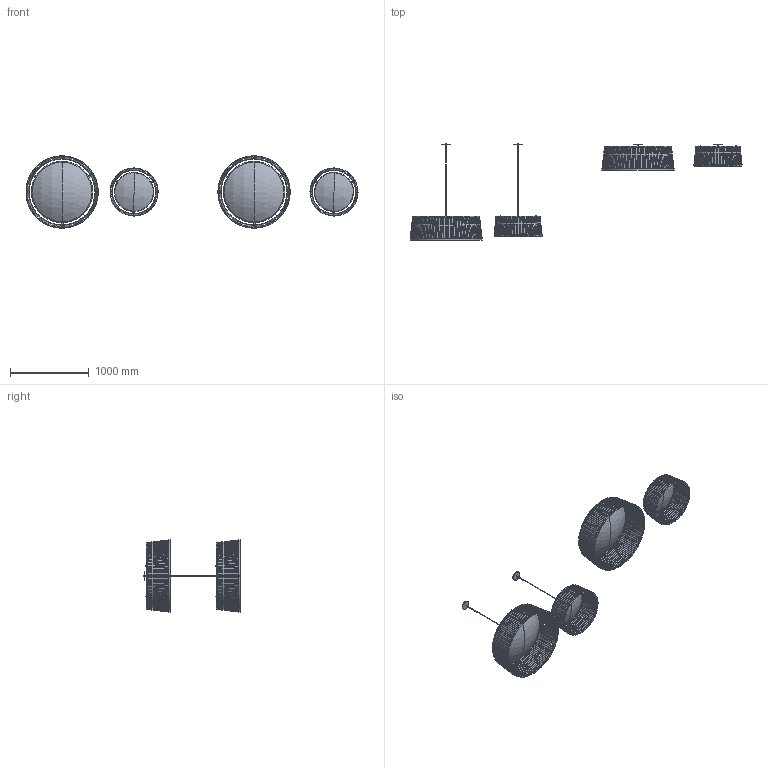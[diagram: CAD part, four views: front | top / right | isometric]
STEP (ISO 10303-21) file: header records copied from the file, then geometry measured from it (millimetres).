
FILE_DESCRIPTION (( 'STEP AP214' ), '1' );
FILE_NAME ('Solis Drum, Family.STEP', '2020-01-28T00:19:41', ( '' ), ( '' ), 'SwSTEP 2.0', 'SolidWorks 2019', '' );
FILE_SCHEMA (( 'AUTOMOTIVE_DESIGN' ));
Length unit declared in the file: inch
Products named in the file (11): Solis Drum, 36_Flush; Solis Drum, 24_Flush; Solis, Canopy_Flush Mount; Solis Drum, 36_Pendant; Solis Drum, 24; Solis Drum, 36; Solis Drum, 36_Flush Mount; Solis Drum, 24_Pendant; Solis Drum, Family; Solis Drum, Post Coupler
Assembly tree (16 placements, depth 3):
  Solis Drum, Family
    Solis Drum, 36_Pendant
      Solis, Canopy_Flush Mount
      Solis Drum, 36
      Solis Drum, Post Coupler
    Solis Drum, 36_Flush
      Solis, Canopy_Flush Mount
      Solis Drum, 36_Flush Mount
      Solis Drum, Post Coupler
    Solis Drum, 24_Pendant
      Solis, Canopy_Flush Mount
      Solis Drum, 24
      Solis Drum, Post Coupler
    Solis Drum, 24_Flush
      Solis, Canopy_Flush Mount
      Solis Drum, 24_Flush
      Solis Drum, Post Coupler
Bounding box: 4217.74 x 1225.55 x 916.79 mm (x, y, z)
Volume: 3361665.2 mm3; surface area: 9050830.8 mm2
Topology: 27 solids, 54 shells, 4322 faces, 10618 edges, 5464 vertices
Faces by surface type: plane 1548, bspline 1428, cone 966, cylinder 284, torus 80, sphere 16
Entity records: 306709 total; most frequent: CARTESIAN_POINT 207163, ORIENTED_EDGE 20932, DIRECTION 12230, EDGE_CURVE 10476, B_SPLINE_CURVE_WITH_KNOTS 7032, AXIS2_PLACEMENT_3D 5919, VERTEX_POINT 5398, EDGE_LOOP 4408
